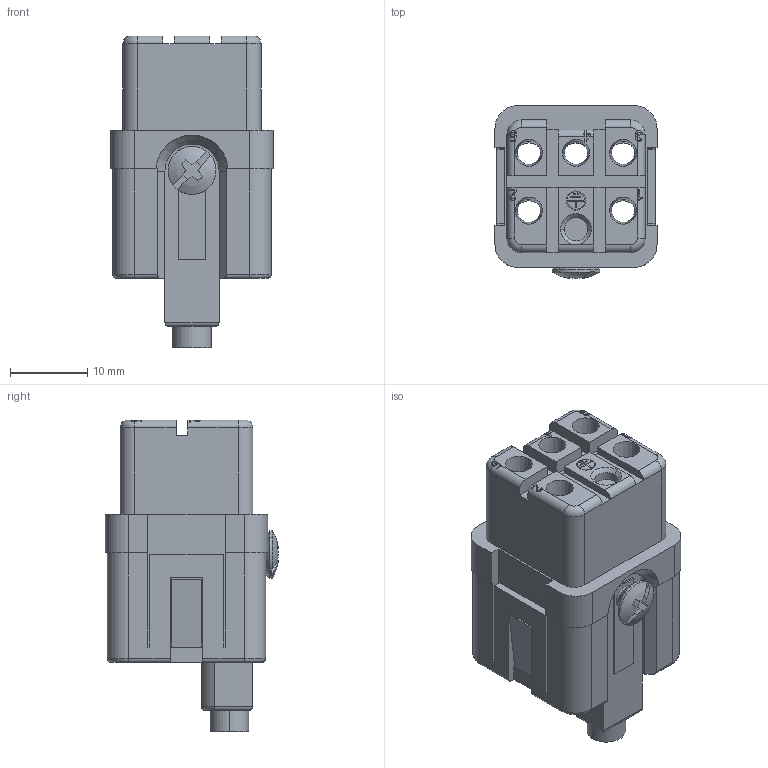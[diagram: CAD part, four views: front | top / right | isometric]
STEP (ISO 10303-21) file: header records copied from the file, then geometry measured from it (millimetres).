
FILE_DESCRIPTION(('Creo Elements/Direct Modeling STEP Export'),'2;1');
FILE_NAME('0ln7uvk5h1m415o4400','2022-02-03T12:16:09',(''),(''),'Creo Elements/Direct Modeling STEP processor for AP214 (Solid Model)','Creo Elements/Direct Modeling 20.1B 02-Apr-2019 (C) Parametric Technology GmbH','');
FILE_SCHEMA(('AUTOMOTIVE_DESIGN { 1 0 10303 214 1 1 1 1 }'));
Length unit declared in the file: millimetre
Products named in the file (2): RQF_05
Assembly tree (1 placements, depth 2):
  RQF_05
    RQF_05
Bounding box: 21 x 22.42 x 40.4 mm (x, y, z)
Volume: 8530.8 mm3; surface area: 6717.2 mm2
Topology: 1 solids, 1 shells, 364 faces, 1329 edges, 999 vertices
Faces by surface type: plane 228, cylinder 98, cone 15, torus 15, bspline 6, sphere 2
Entity records: 19701 total; most frequent: CARTESIAN_POINT 5429, ORIENTED_EDGE 2658, DIRECTION 2069, EDGE_CURVE 1329, VERTEX_POINT 999, VECTOR 853, LINE 853, AXIS2_PLACEMENT_3D 608
